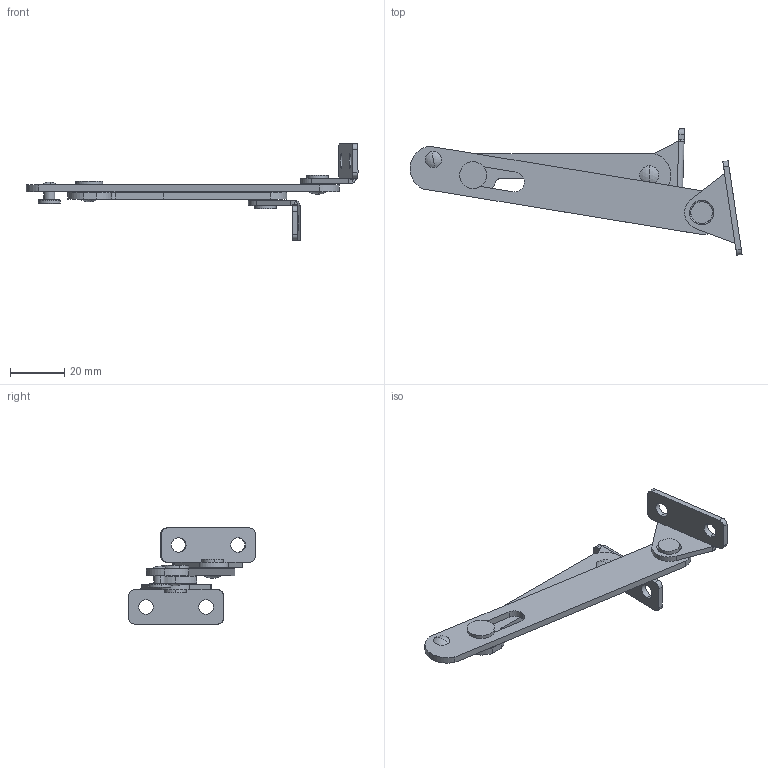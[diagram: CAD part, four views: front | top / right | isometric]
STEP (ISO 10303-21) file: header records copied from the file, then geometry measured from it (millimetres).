
FILE_DESCRIPTION (( 'STEP AP203' ), '1' );
FILE_NAME ('PM09.135.L.STEP', '2022-06-20T10:35:03', ( '' ), ( '' ), 'SwSTEP 2.0', 'SolidWorks 2021', '' );
FILE_SCHEMA (( 'CONFIG_CONTROL_DESIGN' ));
Length unit declared in the file: millimetre
Products named in the file (1): PM09.135.L
Bounding box: 122.91 x 46.79 x 35.6 mm (x, y, z)
Surface area: 10573.4 mm2 (no closed solid volume)
Topology: 0 solids, 12 shells, 118 faces, 323 edges, 220 vertices
Faces by surface type: cylinder 53, plane 46, sphere 8, torus 7, cone 4
Entity records: 4048 total; most frequent: CARTESIAN_POINT 973, DIRECTION 636, ORIENTED_EDGE 594, EDGE_CURVE 323, AXIS2_PLACEMENT_3D 269, VERTEX_POINT 220, CIRCLE 150, EDGE_LOOP 142
